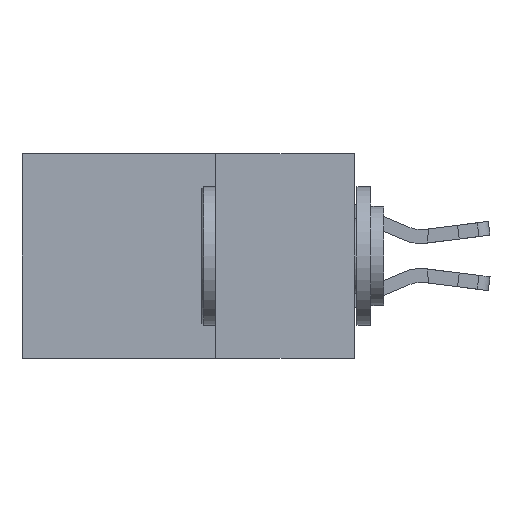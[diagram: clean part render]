
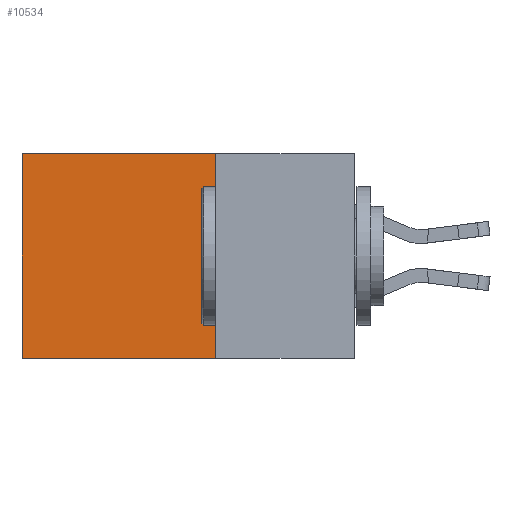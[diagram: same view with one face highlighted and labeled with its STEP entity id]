
A CAD part, left-side view. The second image highlights one B-rep face of the part: STEP entity #10534.
In plain terms, the highlighted planar face has unit normal (-1, 0, 0).
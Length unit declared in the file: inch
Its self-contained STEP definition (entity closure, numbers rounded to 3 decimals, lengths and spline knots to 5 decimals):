
#65 = EDGE_LOOP ( 'NONE', ( #3369, #16015, #12838, #7800 ) ) ;
#335 = LINE ( 'NONE', #3654, #5771 ) ;
#355 = EDGE_CURVE ( 'NONE', #1430, #5864, #6890, .T. ) ;
#794 = VERTEX_POINT ( 'NONE', #12221 ) ;
#804 = VERTEX_POINT ( 'NONE', #9696 ) ;
#910 = VECTOR ( 'NONE', #6285, 39.37008 ) ;
#1430 = VERTEX_POINT ( 'NONE', #7120 ) ;
#1435 = DIRECTION ( 'NONE',  ( 0., 0., -1. ) ) ;
#1665 = CARTESIAN_POINT ( 'NONE',  ( 0.298, 0.6, 0. ) ) ;
#3369 = ORIENTED_EDGE ( 'NONE', *, *, #3536, .T. ) ;
#3536 = EDGE_CURVE ( 'NONE', #5864, #794, #5371, .T. ) ;
#3654 = CARTESIAN_POINT ( 'NONE',  ( 0.298, 0.25, -0.37 ) ) ;
#4905 = VECTOR ( 'NONE', #15897, 39.37008 ) ;
#4965 = CARTESIAN_POINT ( 'NONE',  ( 0.298, 0.25, 0. ) ) ;
#5207 = PLANE ( 'NONE',  #11802 ) ;
#5371 = LINE ( 'NONE', #11373, #11430 ) ;
#5771 = VECTOR ( 'NONE', #13636, 39.37008 ) ;
#5864 = VERTEX_POINT ( 'NONE', #1665 ) ;
#6285 = DIRECTION ( 'NONE',  ( 0., 0., -1. ) ) ;
#6441 = CARTESIAN_POINT ( 'NONE',  ( 0.298, 0.25, 0. ) ) ;
#6890 = LINE ( 'NONE', #13387, #4905 ) ;
#7120 = CARTESIAN_POINT ( 'NONE',  ( 0.298, 0.25, 0. ) ) ;
#7674 = DIRECTION ( 'NONE',  ( 1., 0., 0. ) ) ;
#7800 = ORIENTED_EDGE ( 'NONE', *, *, #355, .T. ) ;
#8036 = FACE_OUTER_BOUND ( 'NONE', #65, .T. ) ;
#8662 = EDGE_CURVE ( 'NONE', #804, #794, #335, .T. ) ;
#8973 = DIRECTION ( 'NONE',  ( 0., 0., -1. ) ) ;
#9106 = EDGE_CURVE ( 'NONE', #1430, #804, #9680, .T. ) ;
#9680 = LINE ( 'NONE', #4965, #910 ) ;
#9696 = CARTESIAN_POINT ( 'NONE',  ( 0.298, 0.25, -0.37 ) ) ;
#10534 = ADVANCED_FACE ( 'NONE', ( #8036 ), #5207, .F. ) ;
#11373 = CARTESIAN_POINT ( 'NONE',  ( 0.298, 0.6, 0. ) ) ;
#11430 = VECTOR ( 'NONE', #1435, 39.37008 ) ;
#11802 = AXIS2_PLACEMENT_3D ( 'NONE', #6441, #7674, #8973 ) ;
#12221 = CARTESIAN_POINT ( 'NONE',  ( 0.298, 0.6, -0.37 ) ) ;
#12838 = ORIENTED_EDGE ( 'NONE', *, *, #9106, .F. ) ;
#13387 = CARTESIAN_POINT ( 'NONE',  ( 0.298, 0.25, 0. ) ) ;
#13636 = DIRECTION ( 'NONE',  ( 0., 1., 0. ) ) ;
#15897 = DIRECTION ( 'NONE',  ( 0., 1., 0. ) ) ;
#16015 = ORIENTED_EDGE ( 'NONE', *, *, #8662, .F. ) ;
